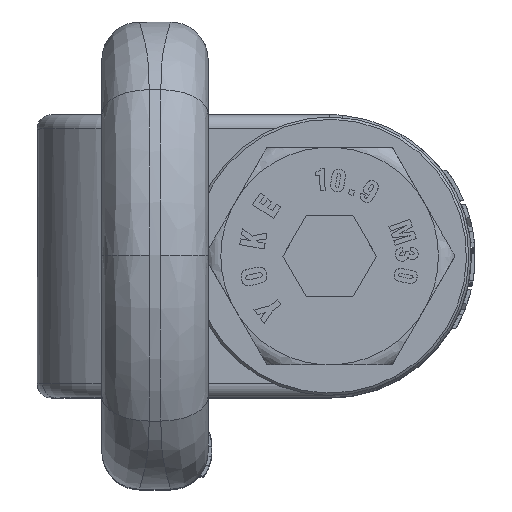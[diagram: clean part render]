
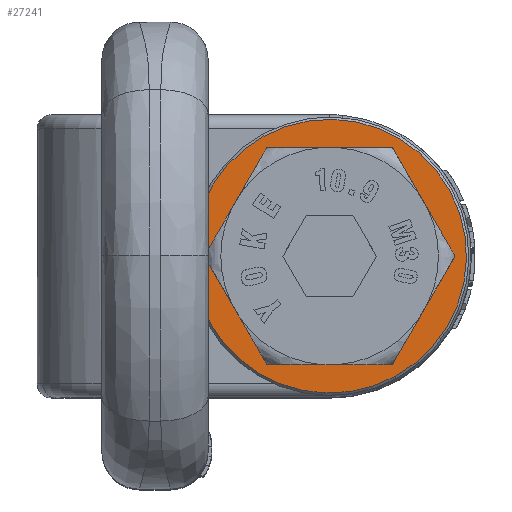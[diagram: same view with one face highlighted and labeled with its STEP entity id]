
A CAD part, top view. The second image highlights one B-rep face of the part: STEP entity #27241.
In plain terms, the highlighted planar face has unit normal (0, 0, 1).
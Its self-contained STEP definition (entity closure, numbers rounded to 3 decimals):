
#27155=CARTESIAN_POINT('Vertex',(-13.903,25.45,0.)) ;
#27158=CARTESIAN_POINT('Axis2P3D Location',(0.,0.,0.)) ;
#27162=CARTESIAN_POINT('Vertex',(13.903,-25.45,0.)) ;
#27189=CARTESIAN_POINT('Axis2P3D Location',(0.,0.,0.)) ;
#27206=CARTESIAN_POINT('Axis2P3D Location',(0.,15.15,0.)) ;
#27215=CARTESIAN_POINT('Axis2P3D Location',(0.,0.,0.)) ;
#27219=CARTESIAN_POINT('Vertex',(-16.,0.,0.)) ;
#27221=CARTESIAN_POINT('Vertex',(16.,0.,0.)) ;
#27224=CARTESIAN_POINT('Axis2P3D Location',(0.,0.,0.)) ;
#27228=CARTESIAN_POINT('Vertex',(15.373,-4.435,0.)) ;
#27231=CARTESIAN_POINT('Axis2P3D Location',(0.,0.,0.)) ;
#27159=DIRECTION('Axis2P3D Direction',(-0.,0.,-1.)) ;
#27190=DIRECTION('Axis2P3D Direction',(-0.,0.,-1.)) ;
#27207=DIRECTION('Axis2P3D Direction',(0.,0.,1.)) ;
#27208=DIRECTION('Axis2P3D XDirection',(1.,0.,0.)) ;
#27216=DIRECTION('Axis2P3D Direction',(0.,0.,1.)) ;
#27225=DIRECTION('Axis2P3D Direction',(0.,0.,1.)) ;
#27232=DIRECTION('Axis2P3D Direction',(0.,0.,1.)) ;
#27160=AXIS2_PLACEMENT_3D('Circle Axis2P3D',#27158,#27159,$) ;
#27191=AXIS2_PLACEMENT_3D('Circle Axis2P3D',#27189,#27190,$) ;
#27209=AXIS2_PLACEMENT_3D('Plane Axis2P3D',#27206,#27207,#27208) ;
#27217=AXIS2_PLACEMENT_3D('Circle Axis2P3D',#27215,#27216,$) ;
#27226=AXIS2_PLACEMENT_3D('Circle Axis2P3D',#27224,#27225,$) ;
#27233=AXIS2_PLACEMENT_3D('Circle Axis2P3D',#27231,#27232,$) ;
#27212=ORIENTED_EDGE('',*,*,#27164,.T.) ;
#27213=ORIENTED_EDGE('',*,*,#27193,.T.) ;
#27237=ORIENTED_EDGE('',*,*,#27223,.T.) ;
#27238=ORIENTED_EDGE('',*,*,#27230,.T.) ;
#27239=ORIENTED_EDGE('',*,*,#27235,.T.) ;
#27240=FACE_BOUND('',#27236,.T.) ;
#27241=ADVANCED_FACE('\X2\51434EF6672C9AD4\X0\',(#27214,#27240),#27210,.T.) ;
#27161=CIRCLE('generated circle',#27160,29.) ;
#27192=CIRCLE('generated circle',#27191,29.) ;
#27218=CIRCLE('generated circle',#27217,16.) ;
#27227=CIRCLE('generated circle',#27226,16.) ;
#27234=CIRCLE('generated circle',#27233,16.) ;
#27164=EDGE_CURVE('',#27163,#27156,#27161,.F.) ;
#27193=EDGE_CURVE('',#27156,#27163,#27192,.F.) ;
#27223=EDGE_CURVE('',#27220,#27222,#27218,.F.) ;
#27230=EDGE_CURVE('',#27222,#27229,#27227,.F.) ;
#27235=EDGE_CURVE('',#27229,#27220,#27234,.F.) ;
#27211=EDGE_LOOP('',(#27212,#27213)) ;
#27236=EDGE_LOOP('',(#27237,#27238,#27239)) ;
#27214=FACE_OUTER_BOUND('',#27211,.T.) ;
#27210=PLANE('',#27209) ;
#27156=VERTEX_POINT('',#27155) ;
#27163=VERTEX_POINT('',#27162) ;
#27220=VERTEX_POINT('',#27219) ;
#27222=VERTEX_POINT('',#27221) ;
#27229=VERTEX_POINT('',#27228) ;
